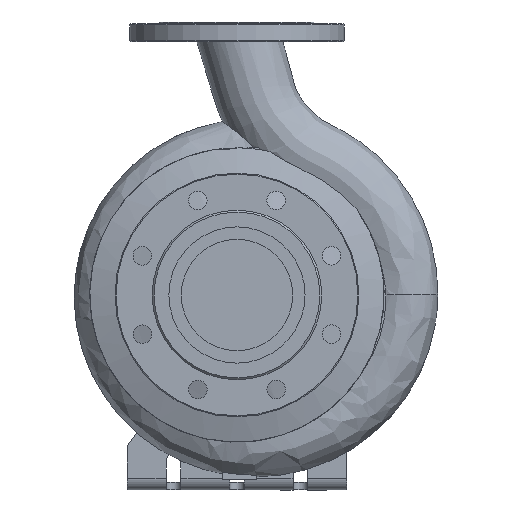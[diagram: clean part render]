
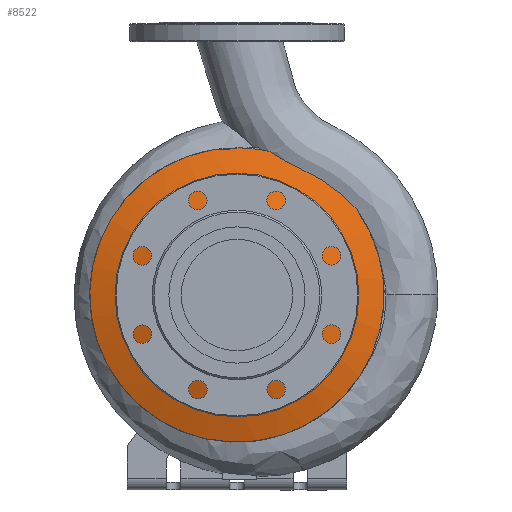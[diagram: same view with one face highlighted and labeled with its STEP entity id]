
A CAD part, left-side view. The second image highlights one B-rep face of the part: STEP entity #8522.
In plain terms, the highlighted conical face has half-angle 72.808 degrees and reference radius 109.045 mm.
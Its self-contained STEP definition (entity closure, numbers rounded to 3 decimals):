
#47=CONICAL_SURFACE('',#9429,109.045,1.271);
#160=B_SPLINE_CURVE_WITH_KNOTS('',3,(#17497,#17498,#17499,#17500,#17501,
#17502,#17503,#17504,#17505,#17506,#17507,#17508,#17509,#17510,#17511,#17512,
#17513,#17514,#17515,#17516,#17517,#17518,#17519,#17520,#17521,#17522,#17523,
#17524,#17525,#17526,#17527,#17528,#17529,#17530,#17531,#17532,#17533,#17534,
#17535,#17536,#17537,#17538,#17539,#17540,#17541,#17542,#17543,#17544,#17545,
#17546,#17547,#17548),.UNSPECIFIED.,.F.,.F.,(4,3,3,3,3,3,3,3,3,3,3,3,3,
3,3,3,3,4),(9.662,10.785,11.316,11.504,
11.678,13.356,14.194,14.336,14.441,
14.909,15.033,15.259,15.418,16.511,
16.753,16.979,17.962,18.404),
 .UNSPECIFIED.);
#274=FACE_BOUND('',#1587,.T.);
#1011=FACE_OUTER_BOUND('',#1586,.T.);
#1586=EDGE_LOOP('',(#7821,#7822));
#1587=EDGE_LOOP('',(#7823));
#3404=CIRCLE('',#9430,150.94);
#3405=CIRCLE('',#9431,67.15);
#4217=VERTEX_POINT('',#17491);
#4218=VERTEX_POINT('',#17496);
#4222=VERTEX_POINT('',#17608);
#5430=EDGE_CURVE('',#4218,#4217,#160,.T.);
#5436=EDGE_CURVE('',#4217,#4218,#3404,.T.);
#5437=EDGE_CURVE('',#4222,#4222,#3405,.T.);
#7821=ORIENTED_EDGE('',*,*,#5430,.T.);
#7822=ORIENTED_EDGE('',*,*,#5436,.T.);
#7823=ORIENTED_EDGE('',*,*,#5437,.F.);
#8522=ADVANCED_FACE('',(#1011,#274),#47,.T.);
#9429=AXIS2_PLACEMENT_3D('',#17606,#11884,#11885);
#9430=AXIS2_PLACEMENT_3D('',#17607,#11886,#11887);
#9431=AXIS2_PLACEMENT_3D('',#17609,#11888,#11889);
#11884=DIRECTION('center_axis',(1.,0.,0.));
#11885=DIRECTION('ref_axis',(0.,0.,
1.));
#11886=DIRECTION('center_axis',(-1.,0.,0.));
#11887=DIRECTION('ref_axis',(0.,0.,
1.));
#11888=DIRECTION('center_axis',(-1.,0.,0.));
#11889=DIRECTION('ref_axis',(0.,0.,
1.));
#17491=CARTESIAN_POINT('',(-36.576,-32.835,347.325));
#17496=CARTESIAN_POINT('',(-36.576,-123.115,287.325));
#17497=CARTESIAN_POINT('Ctrl Pts',(-36.576,-123.115,287.325));
#17498=CARTESIAN_POINT('Ctrl Pts',(-36.661,-120.859,
290.029));
#17499=CARTESIAN_POINT('Ctrl Pts',(-36.748,-118.523,
292.625));
#17500=CARTESIAN_POINT('Ctrl Pts',(-36.836,-116.118,295.112));
#17501=CARTESIAN_POINT('Ctrl Pts',(-36.878,-114.981,
296.287));
#17502=CARTESIAN_POINT('Ctrl Pts',(-36.921,-113.828,
297.436));
#17503=CARTESIAN_POINT('Ctrl Pts',(-36.964,-112.66,
298.559));
#17504=CARTESIAN_POINT('Ctrl Pts',(-36.979,-112.248,
298.955));
#17505=CARTESIAN_POINT('Ctrl Pts',(-36.994,-111.834,
299.348));
#17506=CARTESIAN_POINT('Ctrl Pts',(-37.01,-111.418,
299.738));
#17507=CARTESIAN_POINT('Ctrl Pts',(-37.024,-111.032,300.1));
#17508=CARTESIAN_POINT('Ctrl Pts',(-37.038,-110.646,300.458));
#17509=CARTESIAN_POINT('Ctrl Pts',(-37.053,-110.243,300.827));
#17510=CARTESIAN_POINT('Ctrl Pts',(-37.197,-106.36,
304.384));
#17511=CARTESIAN_POINT('Ctrl Pts',(-37.388,-101.269,308.637));
#17512=CARTESIAN_POINT('Ctrl Pts',(-37.615,-94.876,313.045));
#17513=CARTESIAN_POINT('Ctrl Pts',(-37.728,-91.679,
315.249));
#17514=CARTESIAN_POINT('Ctrl Pts',(-37.851,-88.155,317.491));
#17515=CARTESIAN_POINT('Ctrl Pts',(-37.98,-84.293,
319.702));
#17516=CARTESIAN_POINT('Ctrl Pts',(-38.001,-83.644,
320.074));
#17517=CARTESIAN_POINT('Ctrl Pts',(-38.023,-82.985,
320.445));
#17518=CARTESIAN_POINT('Ctrl Pts',(-38.045,-82.316,
320.815));
#17519=CARTESIAN_POINT('Ctrl Pts',(-38.061,-81.817,321.092));
#17520=CARTESIAN_POINT('Ctrl Pts',(-38.078,-81.306,
321.371));
#17521=CARTESIAN_POINT('Ctrl Pts',(-38.094,-80.815,
321.635));
#17522=CARTESIAN_POINT('Ctrl Pts',(-38.164,-78.638,
322.81));
#17523=CARTESIAN_POINT('Ctrl Pts',(-38.222,-76.765,
323.759));
#17524=CARTESIAN_POINT('Ctrl Pts',(-38.276,-74.953,
324.644));
#17525=CARTESIAN_POINT('Ctrl Pts',(-38.291,-74.472,
324.879));
#17526=CARTESIAN_POINT('Ctrl Pts',(-38.305,-73.996,
325.109));
#17527=CARTESIAN_POINT('Ctrl Pts',(-38.319,-73.519,
325.336));
#17528=CARTESIAN_POINT('Ctrl Pts',(-38.344,-72.651,325.75));
#17529=CARTESIAN_POINT('Ctrl Pts',(-38.365,-71.786,
326.167));
#17530=CARTESIAN_POINT('Ctrl Pts',(-38.383,-70.894,
326.6));
#17531=CARTESIAN_POINT('Ctrl Pts',(-38.396,-70.266,
326.905));
#17532=CARTESIAN_POINT('Ctrl Pts',(-38.407,-69.625,
327.218));
#17533=CARTESIAN_POINT('Ctrl Pts',(-38.416,-68.982,
327.534));
#17534=CARTESIAN_POINT('Ctrl Pts',(-38.476,-64.564,
329.702));
#17535=CARTESIAN_POINT('Ctrl Pts',(-38.437,-59.934,
332.047));
#17536=CARTESIAN_POINT('Ctrl Pts',(-38.291,-55.44,334.411));
#17537=CARTESIAN_POINT('Ctrl Pts',(-38.259,-54.444,
334.935));
#17538=CARTESIAN_POINT('Ctrl Pts',(-38.222,-53.455,
335.459));
#17539=CARTESIAN_POINT('Ctrl Pts',(-38.179,-52.477,
335.983));
#17540=CARTESIAN_POINT('Ctrl Pts',(-38.14,-51.563,336.472));
#17541=CARTESIAN_POINT('Ctrl Pts',(-38.096,-50.65,
336.965));
#17542=CARTESIAN_POINT('Ctrl Pts',(-38.047,-49.737,
337.463));
#17543=CARTESIAN_POINT('Ctrl Pts',(-37.836,-45.77,339.626));
#17544=CARTESIAN_POINT('Ctrl Pts',(-37.534,-41.815,
341.873));
#17545=CARTESIAN_POINT('Ctrl Pts',(-37.148,-37.959,
344.177));
#17546=CARTESIAN_POINT('Ctrl Pts',(-36.975,-36.226,
345.213));
#17547=CARTESIAN_POINT('Ctrl Pts',(-36.784,-34.517,
346.262));
#17548=CARTESIAN_POINT('Ctrl Pts',(-36.576,-32.835,347.325));
#17606=CARTESIAN_POINT('Origin',(-49.538,0.,200.));
#17607=CARTESIAN_POINT('Origin',(-36.576,0.,200.));
#17608=CARTESIAN_POINT('',(-62.5,0.,267.15));
#17609=CARTESIAN_POINT('Origin',(-62.5,0.,200.));
